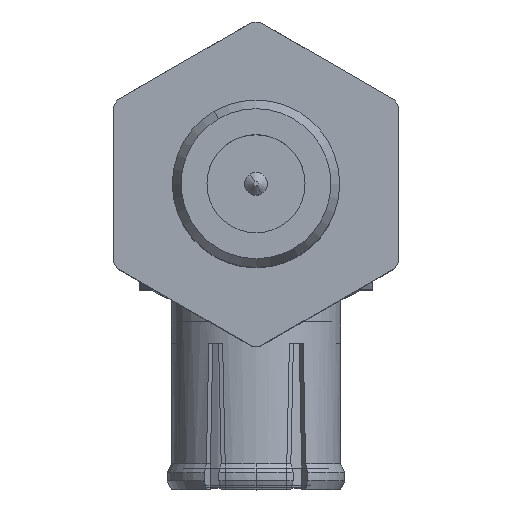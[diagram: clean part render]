
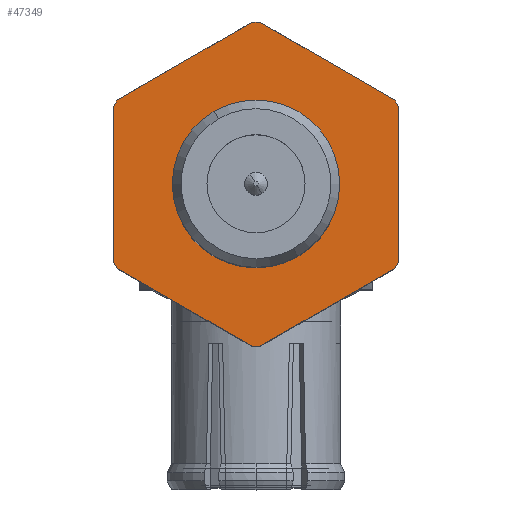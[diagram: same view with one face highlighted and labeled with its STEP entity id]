
A CAD part, top view. The second image highlights one B-rep face of the part: STEP entity #47349.
In plain terms, the highlighted face is planar.
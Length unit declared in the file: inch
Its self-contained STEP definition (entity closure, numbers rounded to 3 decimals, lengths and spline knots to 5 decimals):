
#306 = VECTOR ( 'NONE', #3500, 39.37008 ) ;
#1542 = LINE ( 'NONE', #78892, #23637 ) ;
#2586 = CIRCLE ( 'NONE', #2888, 0.07352 ) ;
#2888 = AXIS2_PLACEMENT_3D ( 'NONE', #83476, #62676, #35631 ) ;
#3157 = DIRECTION ( 'NONE',  ( 0., -0.5, -0.866 ) ) ;
#3500 = DIRECTION ( 'NONE',  ( 0., -1., 0. ) ) ;
#3785 = EDGE_LOOP ( 'NONE', ( #56406, #68975, #61506, #16732, #10463, #8567, #48501, #32213, #86159, #81884, #70697, #40336 ) ) ;
#4780 = DIRECTION ( 'NONE',  ( 1., 0., 0. ) ) ;
#6971 = EDGE_CURVE ( 'NONE', #59175, #31583, #79607, .T. ) ;
#7707 = DIRECTION ( 'NONE',  ( 1., 0., 0. ) ) ;
#8276 = CARTESIAN_POINT ( 'NONE',  ( 0.264, -0.06842, -0.125 ) ) ;
#8567 = ORIENTED_EDGE ( 'NONE', *, *, #58994, .F. ) ;
#8995 = DIRECTION ( 'NONE',  ( 0., 0., -1. ) ) ;
#9244 = VERTEX_POINT ( 'NONE', #43858 ) ;
#10463 = ORIENTED_EDGE ( 'NONE', *, *, #83049, .F. ) ;
#10585 = VERTEX_POINT ( 'NONE', #51574 ) ;
#12096 = EDGE_CURVE ( 'NONE', #39855, #63423, #75068, .T. ) ;
#12441 = DIRECTION ( 'NONE',  ( 1., 0., 0. ) ) ;
#12965 = CARTESIAN_POINT ( 'NONE',  ( 0.264, 0., 0. ) ) ;
#14172 = DIRECTION ( 'NONE',  ( 0., 0., -1. ) ) ;
#14482 = DIRECTION ( 'NONE',  ( 0., 0., -1. ) ) ;
#14959 = DIRECTION ( 'NONE',  ( 0., 0., -1. ) ) ;
#16352 = CARTESIAN_POINT ( 'NONE',  ( 0.264, -0.07217, 0.125 ) ) ;
#16732 = ORIENTED_EDGE ( 'NONE', *, *, #17363, .F. ) ;
#17363 = EDGE_CURVE ( 'NONE', #59847, #20027, #62016, .T. ) ;
#17368 = VERTEX_POINT ( 'NONE', #8276 ) ;
#18800 = DIRECTION ( 'NONE',  ( 0., 0., -1. ) ) ;
#19371 = DIRECTION ( 'NONE',  ( 1., 0., 0. ) ) ;
#20027 = VERTEX_POINT ( 'NONE', #36739 ) ;
#22016 = AXIS2_PLACEMENT_3D ( 'NONE', #80272, #60921, #14482 ) ;
#22080 = VERTEX_POINT ( 'NONE', #38271 ) ;
#23573 = EDGE_CURVE ( 'NONE', #52910, #39855, #52372, .T. ) ;
#23637 = VECTOR ( 'NONE', #25147, 39.37008 ) ;
#24283 = VERTEX_POINT ( 'NONE', #68835 ) ;
#24910 = CIRCLE ( 'NONE', #45199, 0.07352 ) ;
#25147 = DIRECTION ( 'NONE',  ( 0., 1., 0. ) ) ;
#25664 = CARTESIAN_POINT ( 'NONE',  ( 0.264, 0., 0. ) ) ;
#27477 = CARTESIAN_POINT ( 'NONE',  ( 0.264, -0.14246, 0.00325 ) ) ;
#28480 = CARTESIAN_POINT ( 'NONE',  ( 0.264, 0.14434, 0. ) ) ;
#29834 = CARTESIAN_POINT ( 'NONE',  ( 0.264, 0.07217, -0.125 ) ) ;
#31046 = EDGE_CURVE ( 'NONE', #31583, #46641, #37995, .T. ) ;
#31079 = AXIS2_PLACEMENT_3D ( 'NONE', #75993, #42480, #8995 ) ;
#31583 = VERTEX_POINT ( 'NONE', #42494 ) ;
#31887 = LINE ( 'NONE', #16352, #50858 ) ;
#32032 = CARTESIAN_POINT ( 'NONE',  ( 0.264, -0.14246, -0.00325 ) ) ;
#32213 = ORIENTED_EDGE ( 'NONE', *, *, #12096, .F. ) ;
#32218 = LINE ( 'NONE', #28480, #81485 ) ;
#34043 = FACE_OUTER_BOUND ( 'NONE', #3785, .T. ) ;
#34152 = CARTESIAN_POINT ( 'NONE',  ( 0.264, 0., 0. ) ) ;
#35631 = DIRECTION ( 'NONE',  ( 0., 0., -1. ) ) ;
#36739 = CARTESIAN_POINT ( 'NONE',  ( 0.264, -0.07404, -0.12175 ) ) ;
#37995 = LINE ( 'NONE', #29834, #61164 ) ;
#38271 = CARTESIAN_POINT ( 'NONE',  ( 0.264, -0.07404, 0.12175 ) ) ;
#39254 = EDGE_CURVE ( 'NONE', #46641, #10585, #61965, .T. ) ;
#39855 = VERTEX_POINT ( 'NONE', #61886 ) ;
#40336 = ORIENTED_EDGE ( 'NONE', *, *, #31046, .F. ) ;
#41420 = CARTESIAN_POINT ( 'NONE',  ( 0.264, 0., 0. ) ) ;
#41983 = DIRECTION ( 'NONE',  ( 0., -0.5, 0.866 ) ) ;
#42480 = DIRECTION ( 'NONE',  ( 1., 0., 0. ) ) ;
#42494 = CARTESIAN_POINT ( 'NONE',  ( 0.264, 0.07404, -0.12175 ) ) ;
#43256 = AXIS2_PLACEMENT_3D ( 'NONE', #34152, #7707, #14172 ) ;
#43858 = CARTESIAN_POINT ( 'NONE',  ( 0.264, 0., 0.07352 ) ) ;
#44409 = DIRECTION ( 'NONE',  ( 1., 0., 0. ) ) ;
#45199 = AXIS2_PLACEMENT_3D ( 'NONE', #41420, #74359, #14959 ) ;
#45851 = EDGE_CURVE ( 'NONE', #17368, #59175, #1542, .T. ) ;
#46439 = EDGE_CURVE ( 'NONE', #24283, #9244, #2586, .T. ) ;
#46641 = VERTEX_POINT ( 'NONE', #48425 ) ;
#47349 = ADVANCED_FACE ( 'NONE', ( #84508, #34043 ), #78212, .F. ) ;
#47902 = DIRECTION ( 'NONE',  ( 0., 0.5, -0.866 ) ) ;
#48425 = CARTESIAN_POINT ( 'NONE',  ( 0.264, 0.14246, -0.00325 ) ) ;
#48501 = ORIENTED_EDGE ( 'NONE', *, *, #84020, .F. ) ;
#48930 = AXIS2_PLACEMENT_3D ( 'NONE', #25664, #12441, #79712 ) ;
#49147 = CIRCLE ( 'NONE', #56194, 0.1425 ) ;
#50858 = VECTOR ( 'NONE', #3157, 39.37008 ) ;
#51238 = DIRECTION ( 'NONE',  ( 0., 0., -1. ) ) ;
#51574 = CARTESIAN_POINT ( 'NONE',  ( 0.264, 0.14246, 0.00325 ) ) ;
#52372 = CIRCLE ( 'NONE', #31079, 0.1425 ) ;
#52910 = VERTEX_POINT ( 'NONE', #86993 ) ;
#53821 = CARTESIAN_POINT ( 'NONE',  ( 0.264, -0.06842, 0.125 ) ) ;
#56194 = AXIS2_PLACEMENT_3D ( 'NONE', #84650, #44409, #18800 ) ;
#56406 = ORIENTED_EDGE ( 'NONE', *, *, #6971, .F. ) ;
#56542 = VERTEX_POINT ( 'NONE', #27477 ) ;
#58994 = EDGE_CURVE ( 'NONE', #22080, #56542, #31887, .T. ) ;
#59175 = VERTEX_POINT ( 'NONE', #86229 ) ;
#59537 = EDGE_CURVE ( 'NONE', #20027, #17368, #78052, .T. ) ;
#59847 = VERTEX_POINT ( 'NONE', #32032 ) ;
#60587 = DIRECTION ( 'NONE',  ( 0., 0., -1. ) ) ;
#60921 = DIRECTION ( 'NONE',  ( 1., 0., 0. ) ) ;
#61164 = VECTOR ( 'NONE', #69881, 39.37008 ) ;
#61506 = ORIENTED_EDGE ( 'NONE', *, *, #59537, .F. ) ;
#61886 = CARTESIAN_POINT ( 'NONE',  ( 0.264, 0.06842, 0.125 ) ) ;
#61965 = CIRCLE ( 'NONE', #48930, 0.1425 ) ;
#62016 = LINE ( 'NONE', #82301, #77725 ) ;
#62676 = DIRECTION ( 'NONE',  ( 1., 0., 0. ) ) ;
#63423 = VERTEX_POINT ( 'NONE', #53821 ) ;
#66093 = EDGE_CURVE ( 'NONE', #9244, #24283, #24910, .T. ) ;
#68835 = CARTESIAN_POINT ( 'NONE',  ( 0.264, 0., -0.07352 ) ) ;
#68975 = ORIENTED_EDGE ( 'NONE', *, *, #45851, .F. ) ;
#69881 = DIRECTION ( 'NONE',  ( 0., 0.5, 0.866 ) ) ;
#70697 = ORIENTED_EDGE ( 'NONE', *, *, #39254, .F. ) ;
#74359 = DIRECTION ( 'NONE',  ( 1., 0., 0. ) ) ;
#75068 = LINE ( 'NONE', #83962, #306 ) ;
#75793 = ORIENTED_EDGE ( 'NONE', *, *, #46439, .T. ) ;
#75993 = CARTESIAN_POINT ( 'NONE',  ( 0.264, 0., 0. ) ) ;
#77480 = ORIENTED_EDGE ( 'NONE', *, *, #66093, .T. ) ;
#77725 = VECTOR ( 'NONE', #47902, 39.37008 ) ;
#78052 = CIRCLE ( 'NONE', #22016, 0.1425 ) ;
#78212 = PLANE ( 'NONE',  #79372 ) ;
#78418 = AXIS2_PLACEMENT_3D ( 'NONE', #12965, #19371, #60587 ) ;
#78892 = CARTESIAN_POINT ( 'NONE',  ( 0.264, -0.07217, -0.125 ) ) ;
#79372 = AXIS2_PLACEMENT_3D ( 'NONE', #85264, #4780, #51238 ) ;
#79607 = CIRCLE ( 'NONE', #43256, 0.1425 ) ;
#79712 = DIRECTION ( 'NONE',  ( 0., 0., -1. ) ) ;
#80272 = CARTESIAN_POINT ( 'NONE',  ( 0.264, 0., 0. ) ) ;
#81485 = VECTOR ( 'NONE', #41983, 39.37008 ) ;
#81884 = ORIENTED_EDGE ( 'NONE', *, *, #86331, .F. ) ;
#82301 = CARTESIAN_POINT ( 'NONE',  ( 0.264, -0.14434, 0. ) ) ;
#83049 = EDGE_CURVE ( 'NONE', #56542, #59847, #83944, .T. ) ;
#83476 = CARTESIAN_POINT ( 'NONE',  ( 0.264, 0., 0. ) ) ;
#83927 = EDGE_LOOP ( 'NONE', ( #77480, #75793 ) ) ;
#83944 = CIRCLE ( 'NONE', #78418, 0.1425 ) ;
#83962 = CARTESIAN_POINT ( 'NONE',  ( 0.264, 0.07217, 0.125 ) ) ;
#84020 = EDGE_CURVE ( 'NONE', #63423, #22080, #49147, .T. ) ;
#84508 = FACE_BOUND ( 'NONE', #83927, .T. ) ;
#84650 = CARTESIAN_POINT ( 'NONE',  ( 0.264, 0., 0. ) ) ;
#85264 = CARTESIAN_POINT ( 'NONE',  ( 0.264, 0., 0. ) ) ;
#86159 = ORIENTED_EDGE ( 'NONE', *, *, #23573, .F. ) ;
#86229 = CARTESIAN_POINT ( 'NONE',  ( 0.264, 0.06842, -0.125 ) ) ;
#86331 = EDGE_CURVE ( 'NONE', #10585, #52910, #32218, .T. ) ;
#86993 = CARTESIAN_POINT ( 'NONE',  ( 0.264, 0.07404, 0.12175 ) ) ;
